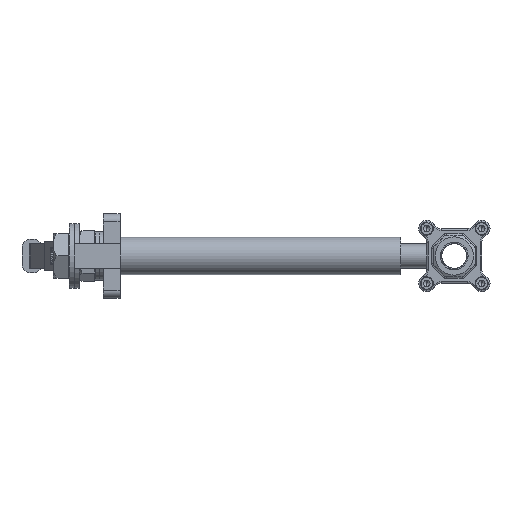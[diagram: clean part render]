
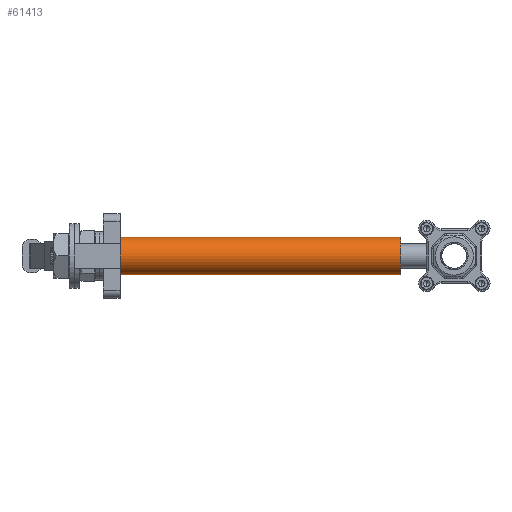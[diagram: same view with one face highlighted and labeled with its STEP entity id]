
A CAD part, left-side view. The second image highlights one B-rep face of the part: STEP entity #61413.
In plain terms, the highlighted cylindrical face has radius 11.267 mm (diameter 22.533 mm), a partial arc.
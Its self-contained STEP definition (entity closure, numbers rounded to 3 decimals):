
#2659 = VECTOR ( 'NONE', #77762, 1000. ) ;
#4071 = LINE ( 'NONE', #54970, #15043 ) ;
#7850 = EDGE_CURVE ( 'NONE', #25362, #50783, #4071, .T. ) ;
#8457 = ORIENTED_EDGE ( 'NONE', *, *, #7850, .T. ) ;
#11070 = ORIENTED_EDGE ( 'NONE', *, *, #42441, .F. ) ;
#11423 = LINE ( 'NONE', #45374, #2659 ) ;
#12183 = DIRECTION ( 'NONE',  ( 0., 0., -1. ) ) ;
#14275 = DIRECTION ( 'NONE',  ( 0., -1., 0. ) ) ;
#15043 = VECTOR ( 'NONE', #101713, 1000. ) ;
#22834 = DIRECTION ( 'NONE',  ( 0., 0., -1. ) ) ;
#25200 = DIRECTION ( 'NONE',  ( 0., 0., -1. ) ) ;
#25362 = VERTEX_POINT ( 'NONE', #74576 ) ;
#37604 = AXIS2_PLACEMENT_3D ( 'NONE', #47542, #72982, #25200 ) ;
#37823 = EDGE_CURVE ( 'NONE', #65464, #25362, #41363, .T. ) ;
#41363 = CIRCLE ( 'NONE', #73554, 11.267 ) ;
#42441 = EDGE_CURVE ( 'NONE', #45247, #50783, #82202, .T. ) ;
#45247 = VERTEX_POINT ( 'NONE', #89431 ) ;
#45374 = CARTESIAN_POINT ( 'NONE',  ( 0., 0., 11.267 ) ) ;
#47542 = CARTESIAN_POINT ( 'NONE',  ( 0., 0., 0. ) ) ;
#50783 = VERTEX_POINT ( 'NONE', #56276 ) ;
#54970 = CARTESIAN_POINT ( 'NONE',  ( 0., 0., -11.267 ) ) ;
#56276 = CARTESIAN_POINT ( 'NONE',  ( 0., 32.17, -11.267 ) ) ;
#60996 = CARTESIAN_POINT ( 'NONE',  ( 0., 201., 0. ) ) ;
#61413 = ADVANCED_FACE ( 'NONE', ( #97958 ), #80441, .T. ) ;
#65464 = VERTEX_POINT ( 'NONE', #90400 ) ;
#72982 = DIRECTION ( 'NONE',  ( 0., -1., 0. ) ) ;
#73554 = AXIS2_PLACEMENT_3D ( 'NONE', #60996, #14275, #12183 ) ;
#74576 = CARTESIAN_POINT ( 'NONE',  ( 0., 201., -11.267 ) ) ;
#75592 = AXIS2_PLACEMENT_3D ( 'NONE', #96102, #95051, #22834 ) ;
#76886 = EDGE_LOOP ( 'NONE', ( #83431, #85718, #8457, #11070 ) ) ;
#77762 = DIRECTION ( 'NONE',  ( 0., -1., 0. ) ) ;
#80441 = CYLINDRICAL_SURFACE ( 'NONE', #37604, 11.267 ) ;
#82202 = CIRCLE ( 'NONE', #75592, 11.267 ) ;
#83431 = ORIENTED_EDGE ( 'NONE', *, *, #92356, .F. ) ;
#85718 = ORIENTED_EDGE ( 'NONE', *, *, #37823, .T. ) ;
#89431 = CARTESIAN_POINT ( 'NONE',  ( 0., 32.17, 11.267 ) ) ;
#90400 = CARTESIAN_POINT ( 'NONE',  ( 0., 201., 11.267 ) ) ;
#92356 = EDGE_CURVE ( 'NONE', #65464, #45247, #11423, .T. ) ;
#95051 = DIRECTION ( 'NONE',  ( 0., -1., 0. ) ) ;
#96102 = CARTESIAN_POINT ( 'NONE',  ( 0., 32.17, 0. ) ) ;
#97958 = FACE_OUTER_BOUND ( 'NONE', #76886, .T. ) ;
#101713 = DIRECTION ( 'NONE',  ( 0., -1., 0. ) ) ;
